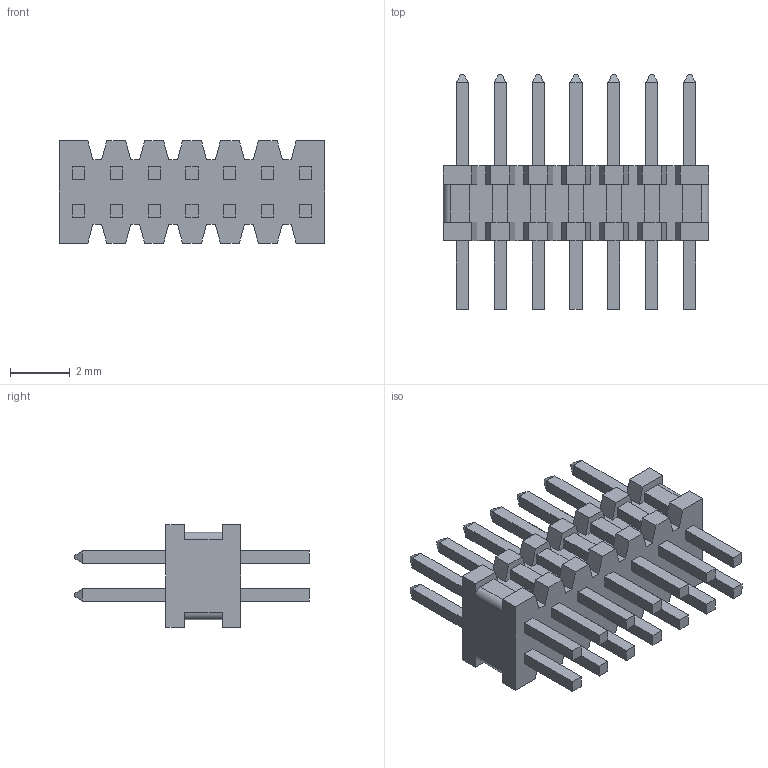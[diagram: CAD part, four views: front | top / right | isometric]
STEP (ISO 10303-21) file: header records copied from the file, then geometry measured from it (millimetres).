
FILE_DESCRIPTION (( 'STEP AP214' ), '1' );
FILE_NAME ('FTSH-107-01-L-D.STEP', '2020-04-15T21:11:31', ( '' ), ( '' ), 'SwSTEP 2.0', 'SolidWorks 2018', '' );
FILE_SCHEMA (( 'AUTOMOTIVE_DESIGN' ));
Length unit declared in the file: inch
Products named in the file (1): FTSH-107-01-L-D
Bounding box: 8.89 x 7.85 x 3.43 mm (x, y, z)
Volume: 74 mm3; surface area: 386 mm2
Topology: 29 solids, 29 shells, 442 faces, 1096 edges, 712 vertices
Faces by surface type: plane 438, cylinder 4
Entity records: 14724 total; most frequent: CARTESIAN_POINT 2251, ORIENTED_EDGE 2192, DIRECTION 1990, EDGE_CURVE 1096, VECTOR 1088, LINE 1088, VERTEX_POINT 712, EDGE_LOOP 470
